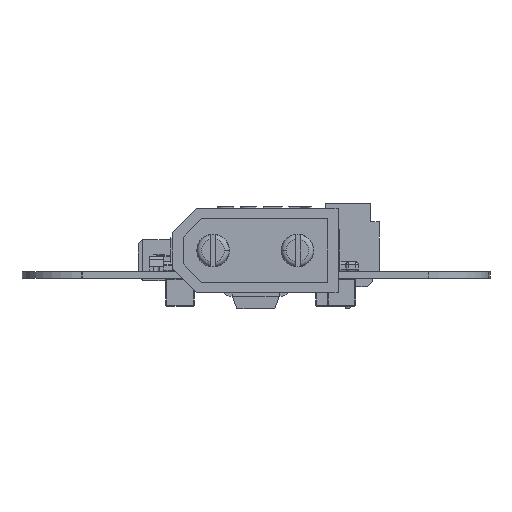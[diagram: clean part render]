
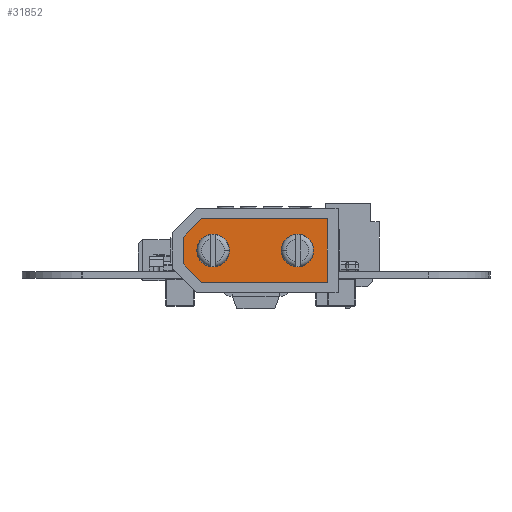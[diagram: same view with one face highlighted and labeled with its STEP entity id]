
A CAD part, left-side view. The second image highlights one B-rep face of the part: STEP entity #31852.
In plain terms, the highlighted face is planar.
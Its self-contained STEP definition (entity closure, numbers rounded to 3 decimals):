
#30540 = VERTEX_POINT('',#30541);
#30541 = CARTESIAN_POINT('',(0.,5.6,3.6));
#30547 = EDGE_CURVE('',#30540,#30548,#30550,.T.);
#30548 = VERTEX_POINT('',#30549);
#30549 = CARTESIAN_POINT('',(0.,5.6,1.6));
#30550 = CIRCLE('',#30551,1.);
#30551 = AXIS2_PLACEMENT_3D('',#30552,#30553,#30554);
#30552 = CARTESIAN_POINT('',(0.,5.6,2.6));
#30553 = DIRECTION('',(0.,1.,0.));
#30554 = DIRECTION('',(0.,0.,-1.));
#30614 = VERTEX_POINT('',#30615);
#30615 = CARTESIAN_POINT('',(0.,5.6,-1.6));
#30621 = EDGE_CURVE('',#30614,#30622,#30624,.T.);
#30622 = VERTEX_POINT('',#30623);
#30623 = CARTESIAN_POINT('',(0.,5.6,-3.6));
#30624 = CIRCLE('',#30625,1.);
#30625 = AXIS2_PLACEMENT_3D('',#30626,#30627,#30628);
#30626 = CARTESIAN_POINT('',(0.,5.6,-2.6));
#30627 = DIRECTION('',(0.,1.,0.));
#30628 = DIRECTION('',(0.,0.,1.));
#31852 = ADVANCED_FACE('',(#31853,#31863,#31913),#31923,.T.);
#31853 = FACE_BOUND('',#31854,.T.);
#31854 = EDGE_LOOP('',(#31855,#31862));
#31855 = ORIENTED_EDGE('',*,*,#31856,.F.);
#31856 = EDGE_CURVE('',#30622,#30614,#31857,.T.);
#31857 = CIRCLE('',#31858,1.);
#31858 = AXIS2_PLACEMENT_3D('',#31859,#31860,#31861);
#31859 = CARTESIAN_POINT('',(0.,5.6,-2.6));
#31860 = DIRECTION('',(0.,1.,0.));
#31861 = DIRECTION('',(0.,0.,1.));
#31862 = ORIENTED_EDGE('',*,*,#30621,.F.);
#31863 = FACE_BOUND('',#31864,.T.);
#31864 = EDGE_LOOP('',(#31865,#31875,#31883,#31891,#31899,#31907));
#31865 = ORIENTED_EDGE('',*,*,#31866,.T.);
#31866 = EDGE_CURVE('',#31867,#31869,#31871,.T.);
#31867 = VERTEX_POINT('',#31868);
#31868 = CARTESIAN_POINT('',(-1.95,5.6,-3.331));
#31869 = VERTEX_POINT('',#31870);
#31870 = CARTESIAN_POINT('',(-1.95,5.6,4.45));
#31871 = LINE('',#31872,#31873);
#31872 = CARTESIAN_POINT('',(-1.95,5.6,-3.331));
#31873 = VECTOR('',#31874,1.);
#31874 = DIRECTION('',(0.,0.,1.));
#31875 = ORIENTED_EDGE('',*,*,#31876,.T.);
#31876 = EDGE_CURVE('',#31869,#31877,#31879,.T.);
#31877 = VERTEX_POINT('',#31878);
#31878 = CARTESIAN_POINT('',(1.95,5.6,4.45));
#31879 = LINE('',#31880,#31881);
#31880 = CARTESIAN_POINT('',(-1.95,5.6,4.45));
#31881 = VECTOR('',#31882,1.);
#31882 = DIRECTION('',(1.,0.,0.));
#31883 = ORIENTED_EDGE('',*,*,#31884,.T.);
#31884 = EDGE_CURVE('',#31877,#31885,#31887,.T.);
#31885 = VERTEX_POINT('',#31886);
#31886 = CARTESIAN_POINT('',(1.95,5.6,-3.331));
#31887 = LINE('',#31888,#31889);
#31888 = CARTESIAN_POINT('',(1.95,5.6,4.45));
#31889 = VECTOR('',#31890,1.);
#31890 = DIRECTION('',(0.,0.,-1.));
#31891 = ORIENTED_EDGE('',*,*,#31892,.T.);
#31892 = EDGE_CURVE('',#31885,#31893,#31895,.T.);
#31893 = VERTEX_POINT('',#31894);
#31894 = CARTESIAN_POINT('',(0.831,5.6,-4.45));
#31895 = LINE('',#31896,#31897);
#31896 = CARTESIAN_POINT('',(1.95,5.6,-3.331));
#31897 = VECTOR('',#31898,1.);
#31898 = DIRECTION('',(-0.707,0.,-0.707));
#31899 = ORIENTED_EDGE('',*,*,#31900,.T.);
#31900 = EDGE_CURVE('',#31893,#31901,#31903,.T.);
#31901 = VERTEX_POINT('',#31902);
#31902 = CARTESIAN_POINT('',(-0.831,5.6,-4.45));
#31903 = LINE('',#31904,#31905);
#31904 = CARTESIAN_POINT('',(0.831,5.6,-4.45));
#31905 = VECTOR('',#31906,1.);
#31906 = DIRECTION('',(-1.,0.,0.));
#31907 = ORIENTED_EDGE('',*,*,#31908,.T.);
#31908 = EDGE_CURVE('',#31901,#31867,#31909,.T.);
#31909 = LINE('',#31910,#31911);
#31910 = CARTESIAN_POINT('',(-0.831,5.6,-4.45));
#31911 = VECTOR('',#31912,1.);
#31912 = DIRECTION('',(-0.707,0.,0.707));
#31913 = FACE_BOUND('',#31914,.T.);
#31914 = EDGE_LOOP('',(#31915,#31922));
#31915 = ORIENTED_EDGE('',*,*,#31916,.F.);
#31916 = EDGE_CURVE('',#30548,#30540,#31917,.T.);
#31917 = CIRCLE('',#31918,1.);
#31918 = AXIS2_PLACEMENT_3D('',#31919,#31920,#31921);
#31919 = CARTESIAN_POINT('',(0.,5.6,2.6));
#31920 = DIRECTION('',(0.,1.,0.));
#31921 = DIRECTION('',(0.,0.,-1.));
#31922 = ORIENTED_EDGE('',*,*,#30547,.F.);
#31923 = PLANE('',#31924);
#31924 = AXIS2_PLACEMENT_3D('',#31925,#31926,#31927);
#31925 = CARTESIAN_POINT('',(0.,5.6,0.));
#31926 = DIRECTION('',(0.,1.,0.));
#31927 = DIRECTION('',(0.,0.,1.));
